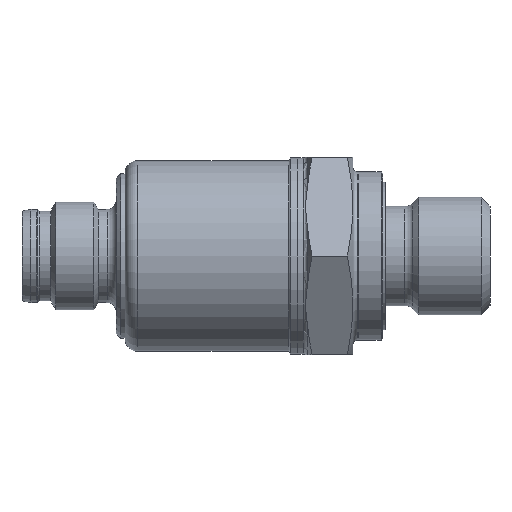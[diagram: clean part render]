
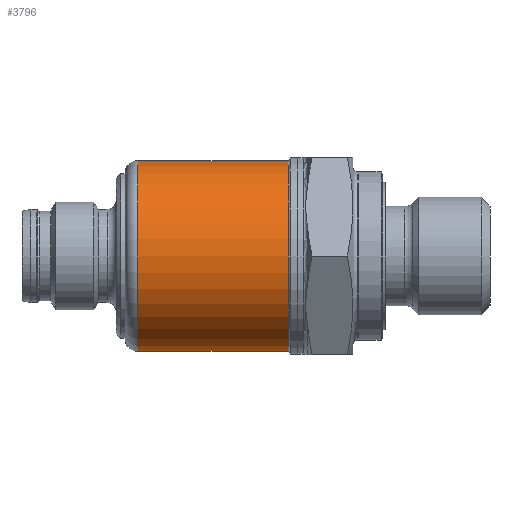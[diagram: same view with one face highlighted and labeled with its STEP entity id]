
A CAD part, left-side view. The second image highlights one B-rep face of the part: STEP entity #3796.
In plain terms, the highlighted cylindrical face has radius 10.65 mm (diameter 21.3 mm), a partial arc.
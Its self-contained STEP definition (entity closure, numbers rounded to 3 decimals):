
#140 = EDGE_LOOP ( 'NONE', ( #4981, #4944, #4949, #4947 ) ) ;
#661 = LINE ( 'NONE', #667, #2653 ) ;
#667 = CARTESIAN_POINT ( 'NONE',  ( 0., 21.5, -10.65 ) ) ;
#668 = DIRECTION ( 'NONE',  ( 0., -1., 0. ) ) ;
#689 = LINE ( 'NONE', #691, #2643 ) ;
#691 = CARTESIAN_POINT ( 'NONE',  ( 0., 21.5, 10.65 ) ) ;
#692 = DIRECTION ( 'NONE',  ( 0., -1., 0. ) ) ;
#796 = CARTESIAN_POINT ( 'NONE',  ( 0., 22.5, 10.65 ) ) ;
#825 = CARTESIAN_POINT ( 'NONE',  ( 0., 39.35, 10.65 ) ) ;
#836 = CARTESIAN_POINT ( 'NONE',  ( 0., 39.35, -10.65 ) ) ;
#863 = CARTESIAN_POINT ( 'NONE',  ( 0., 22.5, -10.65 ) ) ;
#972 = CARTESIAN_POINT ( 'NONE',  ( 0., 39.35, 0. ) ) ;
#973 = DIRECTION ( 'NONE',  ( 0., -1., 0. ) ) ;
#974 = DIRECTION ( 'NONE',  ( 0., 0., -1. ) ) ;
#1029 = CARTESIAN_POINT ( 'NONE',  ( 0., 22.5, 0. ) ) ;
#1030 = DIRECTION ( 'NONE',  ( 0., -1., 0. ) ) ;
#1031 = DIRECTION ( 'NONE',  ( 0., 0., -1. ) ) ;
#1738 = EDGE_CURVE ( 'NONE', #2356, #2403, #661, .T. ) ;
#1746 = EDGE_CURVE ( 'NONE', #2343, #2311, #689, .T. ) ;
#2311 = VERTEX_POINT ( 'NONE', #796 ) ;
#2343 = VERTEX_POINT ( 'NONE', #825 ) ;
#2356 = VERTEX_POINT ( 'NONE', #836 ) ;
#2403 = VERTEX_POINT ( 'NONE', #863 ) ;
#2641 = AXIS2_PLACEMENT_3D ( 'NONE', #972, #973, #974 ) ;
#2643 = VECTOR ( 'NONE', #692, 1000. ) ;
#2649 = CIRCLE ( 'NONE', #2641, 10.65 ) ;
#2653 = VECTOR ( 'NONE', #668, 1000. ) ;
#2827 = CIRCLE ( 'NONE', #2830, 10.65 ) ;
#2830 = AXIS2_PLACEMENT_3D ( 'NONE', #1029, #1030, #1031 ) ;
#3756 = EDGE_CURVE ( 'NONE', #2343, #2356, #2649, .T. ) ;
#3773 = EDGE_CURVE ( 'NONE', #2311, #2403, #2827, .T. ) ;
#3796 = ADVANCED_FACE ( 'NONE', ( #5494 ), #5508, .T. ) ;
#4172 = AXIS2_PLACEMENT_3D ( 'NONE', #5509, #5519, #5520 ) ;
#4944 = ORIENTED_EDGE ( 'NONE', *, *, #3756, .T. ) ;
#4947 = ORIENTED_EDGE ( 'NONE', *, *, #3773, .F. ) ;
#4949 = ORIENTED_EDGE ( 'NONE', *, *, #1738, .T. ) ;
#4981 = ORIENTED_EDGE ( 'NONE', *, *, #1746, .F. ) ;
#5494 = FACE_OUTER_BOUND ( 'NONE', #140, .T. ) ;
#5508 = CYLINDRICAL_SURFACE ( 'NONE', #4172, 10.65 ) ;
#5509 = CARTESIAN_POINT ( 'NONE',  ( 0., 21.5, 0. ) ) ;
#5519 = DIRECTION ( 'NONE',  ( 0., -1., 0. ) ) ;
#5520 = DIRECTION ( 'NONE',  ( 0., 0., -1. ) ) ;
